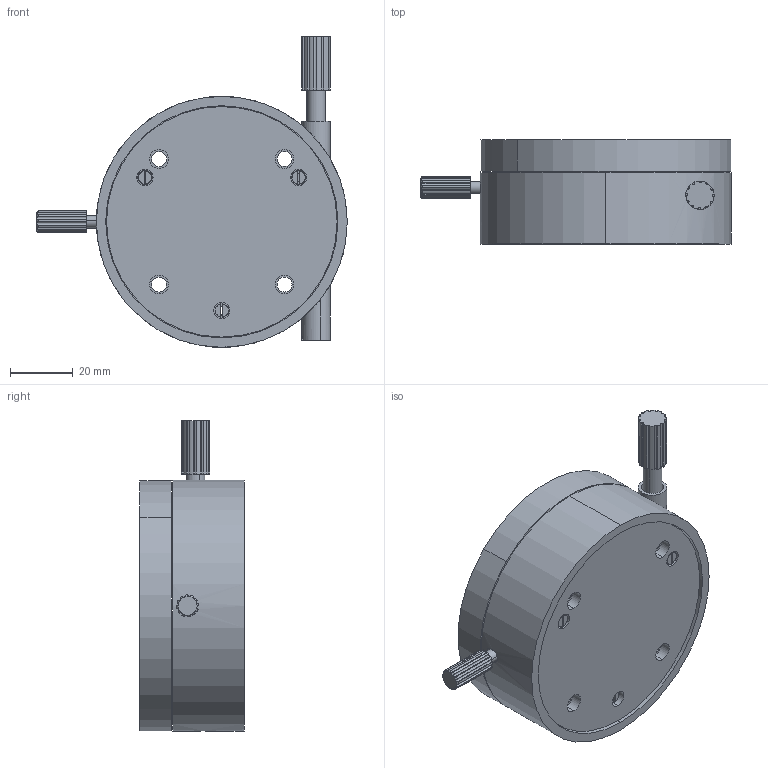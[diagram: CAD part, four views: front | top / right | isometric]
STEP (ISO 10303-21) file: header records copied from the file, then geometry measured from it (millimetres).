
FILE_DESCRIPTION (( 'STEP AP214' ), '1' );
FILE_NAME ('GCM-1108M-三维外形图-20161118.STEP', '2016-11-18T05:01:04', ( 't' ), ( 'd' ), 'SwSTEP 2.0', 'SolidWorks 2012', '' );
FILE_SCHEMA (( 'AUTOMOTIVE_DESIGN' ));
Length unit declared in the file: millimetre
Products named in the file (1): GCM-1108M-三维外形图-20161118
Bounding box: 99 x 33.2 x 99 mm (x, y, z)
Surface area: 32389.1 mm2 (no closed solid volume)
Topology: 0 solids, 12 shells, 247 faces, 689 edges, 451 vertices
Faces by surface type: cylinder 154, cone 60, plane 28, torus 5
Entity records: 11437 total; most frequent: CARTESIAN_POINT 2182, DIRECTION 1509, ORIENTED_EDGE 1205, EDGE_CURVE 689, AXIS2_PLACEMENT_3D 640, VERTEX_POINT 451, CIRCLE 392, EDGE_LOOP 297
